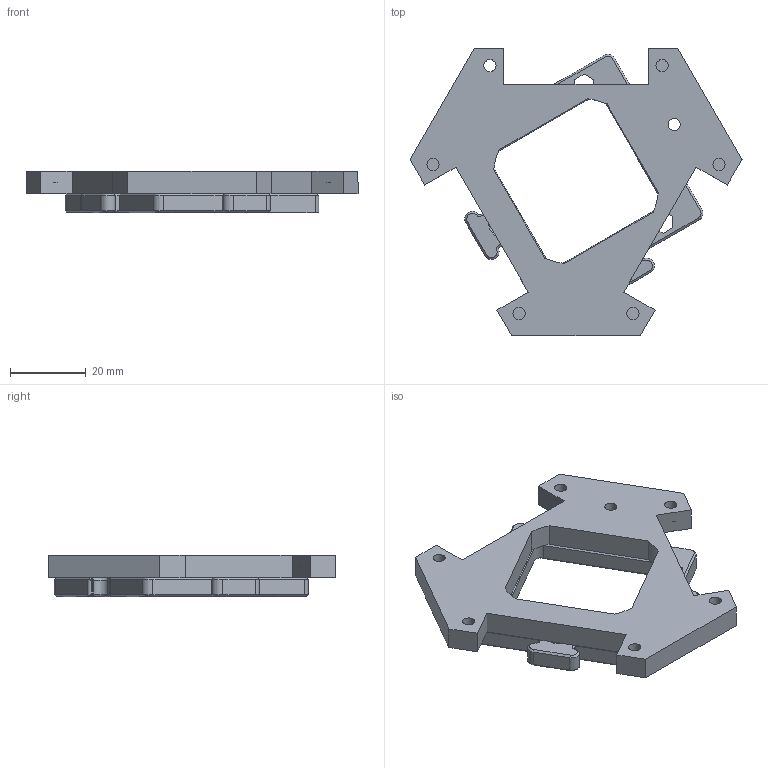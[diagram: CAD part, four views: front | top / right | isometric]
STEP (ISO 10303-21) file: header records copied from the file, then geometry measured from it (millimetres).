
FILE_DESCRIPTION(/* description */ (''),/* implementation_level */ '2;1');
FILE_NAME(/* name */ 'Assembly_Openflexure_Deltagstage_v3.iam.step',/* time_stamp */ '2022-11-29T09:14:22+01:00',/* author */ ('diederichbenedict'),/* organization */ (''),/* preprocessor_version */ 'ST-DEVELOPER v18.1',/* originating_system */ 'Autodesk Inventor 2022',/* authorisation */ '');
FILE_SCHEMA (('AUTOMOTIVE_DESIGN { 1 0 10303 214 3 1 1 }'));
Length unit declared in the file: millimetre
Products named in the file (3): Assembly_Openflexure_Deltagstage_v3; 00_openflexure_delta_stage_06_22; 20_Cube_Insert_Openflexure_Deltastage_Adapter
Assembly tree (2 placements, depth 2):
  Assembly_Openflexure_Deltagstage_v3
    00_openflexure_delta_stage_06_22
    20_Cube_Insert_Openflexure_Deltastage_Adapter
Bounding box: 87.41 x 75.7 x 11 mm (x, y, z)
Volume: 20332.9 mm3; surface area: 13580.8 mm2
Topology: 8 solids, 8 shells, 262 faces, 626 edges, 389 vertices
Faces by surface type: plane 153, cylinder 64, cone 33, sphere 6, torus 6
Full cylindrical faces by diameter (mm): 3.2 x9, 3.358 x6, 7 x9
Entity records: 7969 total; most frequent: DIRECTION 1362, CARTESIAN_POINT 1305, ORIENTED_EDGE 1252, EDGE_CURVE 626, AXIS2_PLACEMENT_3D 459, LINE 444, VECTOR 444, VERTEX_POINT 389
